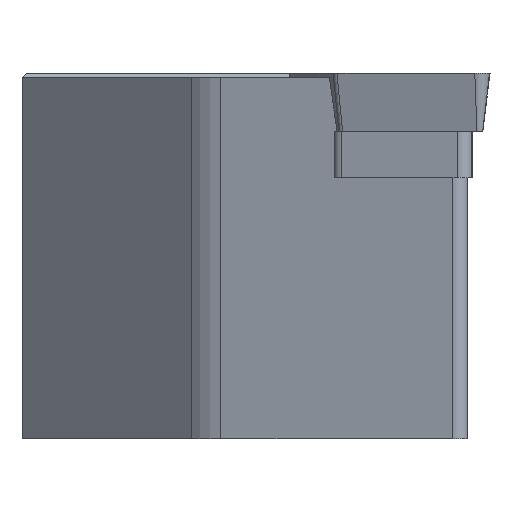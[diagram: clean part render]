
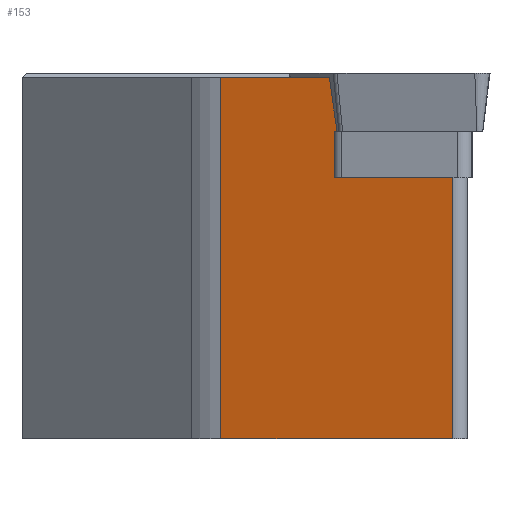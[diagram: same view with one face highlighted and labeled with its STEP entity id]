
A CAD part, left-side view. The second image highlights one B-rep face of the part: STEP entity #153.
In plain terms, the highlighted planar face has unit normal (-0.954, 0.301, 0).
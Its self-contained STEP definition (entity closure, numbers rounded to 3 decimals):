
#153=ADVANCED_FACE('',(#231),#197,.F.);
#197=PLANE('',#901);
#231=FACE_OUTER_BOUND('',#276,.T.);
#276=EDGE_LOOP('',(#331,#332,#333,#334,#335,#336,#337,#338));
#331=ORIENTED_EDGE('',*,*,#622,.F.);
#332=ORIENTED_EDGE('',*,*,#623,.T.);
#333=ORIENTED_EDGE('',*,*,#624,.T.);
#334=ORIENTED_EDGE('',*,*,#625,.T.);
#335=ORIENTED_EDGE('',*,*,#626,.F.);
#336=ORIENTED_EDGE('',*,*,#627,.T.);
#337=ORIENTED_EDGE('',*,*,#628,.F.);
#338=ORIENTED_EDGE('',*,*,#620,.F.);
#549=VERTEX_POINT('',#1209);
#550=VERTEX_POINT('',#1211);
#551=VERTEX_POINT('',#1215);
#552=VERTEX_POINT('',#1217);
#553=VERTEX_POINT('',#1219);
#554=VERTEX_POINT('',#1221);
#555=VERTEX_POINT('',#1223);
#556=VERTEX_POINT('',#1225);
#620=EDGE_CURVE('',#549,#550,#730,.T.);
#622=EDGE_CURVE('',#551,#549,#731,.T.);
#623=EDGE_CURVE('',#551,#552,#732,.T.);
#624=EDGE_CURVE('',#552,#553,#733,.T.);
#625=EDGE_CURVE('',#553,#554,#734,.T.);
#626=EDGE_CURVE('',#555,#554,#735,.T.);
#627=EDGE_CURVE('',#555,#556,#736,.T.);
#628=EDGE_CURVE('',#550,#556,#737,.T.);
#730=LINE('',#1210,#817);
#731=LINE('',#1214,#818);
#732=LINE('',#1216,#819);
#733=LINE('',#1218,#820);
#734=LINE('',#1220,#821);
#735=LINE('',#1222,#822);
#736=LINE('',#1224,#823);
#737=LINE('',#1226,#824);
#817=VECTOR('',#979,1.);
#818=VECTOR('',#984,1.);
#819=VECTOR('',#985,1.);
#820=VECTOR('',#986,1.);
#821=VECTOR('',#987,1.);
#822=VECTOR('',#988,1.);
#823=VECTOR('',#989,1.);
#824=VECTOR('',#990,1.);
#901=AXIS2_PLACEMENT_3D('',#1227,#991,#992);
#979=DIRECTION('',(0.,0.,-1.));
#984=DIRECTION('',(-0.301,-0.954,0.));
#985=DIRECTION('',(0.,0.,1.));
#986=DIRECTION('',(-0.301,-0.954,0.));
#987=DIRECTION('',(0.045,0.141,0.989));
#988=DIRECTION('',(-0.301,-0.954,0.));
#989=DIRECTION('',(0.,0.,-1.));
#990=DIRECTION('',(0.301,0.954,0.));
#991=DIRECTION('',(0.954,-0.301,0.));
#992=DIRECTION('',(0.301,0.954,0.));
#1209=CARTESIAN_POINT('',(1.423,-29.443,-7.15));
#1210=CARTESIAN_POINT('',(1.423,-29.443,-30.));
#1211=CARTESIAN_POINT('',(1.423,-29.443,-25.));
#1214=CARTESIAN_POINT('',(1.423,-29.443,-7.15));
#1215=CARTESIAN_POINT('',(3.963,-21.388,-7.15));
#1216=CARTESIAN_POINT('',(3.963,-21.388,-3.97));
#1217=CARTESIAN_POINT('',(3.963,-21.388,-3.97));
#1218=CARTESIAN_POINT('',(1.423,-29.443,-3.97));
#1219=CARTESIAN_POINT('',(3.914,-21.543,-3.97));
#1220=CARTESIAN_POINT('',(3.913,-21.548,-4.005));
#1221=CARTESIAN_POINT('',(4.08,-21.019,-0.3));
#1222=CARTESIAN_POINT('',(1.423,-29.443,-0.3));
#1223=CARTESIAN_POINT('',(6.42,-13.597,-0.3));
#1224=CARTESIAN_POINT('',(6.42,-13.597,-30.));
#1225=CARTESIAN_POINT('',(6.42,-13.597,-25.));
#1226=CARTESIAN_POINT('',(1.423,-29.443,-25.));
#1227=CARTESIAN_POINT('',(1.423,-29.443,-30.));
